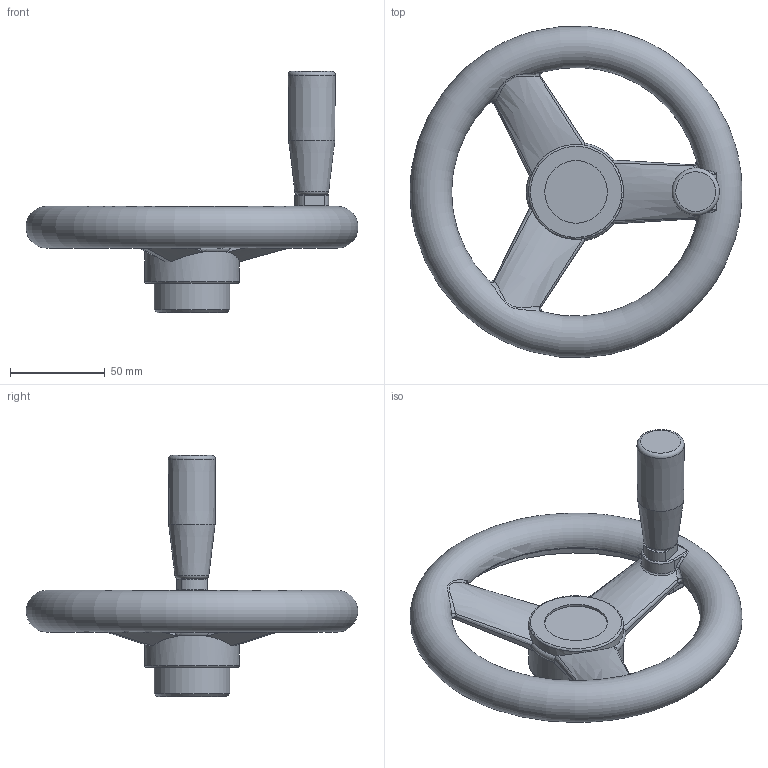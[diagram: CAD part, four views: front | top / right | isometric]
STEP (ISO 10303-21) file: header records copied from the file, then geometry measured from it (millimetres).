
FILE_DESCRIPTION( ( 'Unknown' ), '1' );
FILE_NAME( '6104020_VRA175-M.stp', 'Unknown', ( 'Unknown' ), ( 'Unknown' ), 'PSStep 10.0', 'Unknown', ' ' );
FILE_SCHEMA( ( 'automotive_design' ) );
Length unit declared in the file: millimetre
Products named in the file (1): 6104020
Bounding box: 174.92 x 174.64 x 127.1 mm (x, y, z)
Volume: 295751.4 mm3; surface area: 64279.8 mm2
Topology: 1 solids, 3 shells, 143 faces, 351 edges, 217 vertices
Faces by surface type: bspline 46, plane 44, cylinder 25, torus 16, cone 12
Full cylindrical faces by diameter (mm): 6 x1, 8.3 x1, 8.7 x2, 10 x1, 10.2 x1, 12 x1, 12.8 x1, 13 x1, 13.242 x1, 33 x1, 40 x1, 50 x2
Entity records: 11568 total; most frequent: CARTESIAN_POINT 7579, ORIENTED_EDGE 630, DIRECTION 476, EDGE_CURVE 315, AXIS2_PLACEMENT_3D 209, VERTEX_POINT 209, EDGE_LOOP 179, FACE_OUTER_BOUND 162
